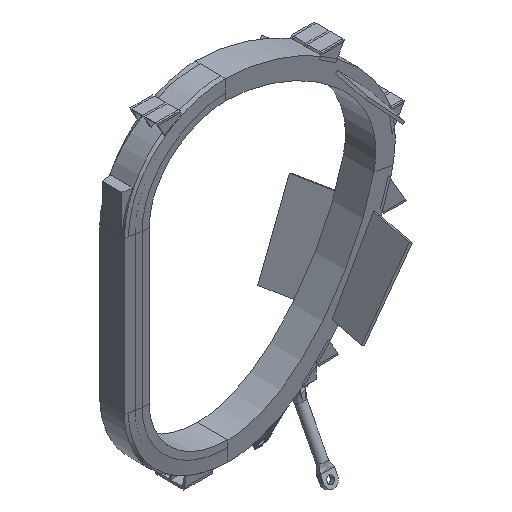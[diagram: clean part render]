
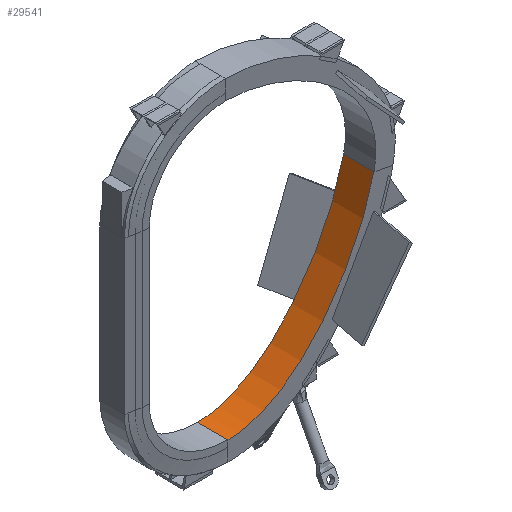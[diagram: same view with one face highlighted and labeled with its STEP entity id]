
A CAD part, isometric view. The second image highlights one B-rep face of the part: STEP entity #29541.
In plain terms, the highlighted free-form (B-spline) face has degree [1, 3] with [2, 4] control points.
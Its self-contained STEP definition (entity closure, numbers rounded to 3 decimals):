
#12282 = VERTEX_POINT('',#12283);
#12283 = CARTESIAN_POINT('',(16443.772,-810.991,
    23.591));
#12299 = B_SPLINE_SURFACE_WITH_KNOTS('',1,3,(
    (#12300,#12301,#12302,#12303)
    ,(#12304,#12305,#12306,#12307
    )),.UNSPECIFIED.,.F.,.F.,.F.,(2,2),(4,4),(1.,2.),(0.,1.),
  .PIECEWISE_BEZIER_KNOTS.);
#12300 = CARTESIAN_POINT('',(8537.531,810.991,
    7246.586));
#12301 = CARTESIAN_POINT('',(12020.907,810.991,
    7246.586));
#12302 = CARTESIAN_POINT('',(17354.199,810.991,
    4122.632));
#12303 = CARTESIAN_POINT('',(16443.772,810.991,
    23.591));
#12304 = CARTESIAN_POINT('',(8537.531,-810.991,
    7246.586));
#12305 = CARTESIAN_POINT('',(12020.907,-810.991,
    7246.586));
#12306 = CARTESIAN_POINT('',(17354.199,-810.991,
    4122.632));
#12307 = CARTESIAN_POINT('',(16443.772,-810.991,
    23.591));
#12516 = PLANE('',#12517);
#12517 = AXIS2_PLACEMENT_3D('',#12518,#12519,#12520);
#12518 = CARTESIAN_POINT('',(13638.711,-810.991,
    -5467.55));
#12519 = DIRECTION('',(0.,1.,0.));
#12520 = DIRECTION('',(0.752,0.,
    -0.659));
#13072 = PLANE('',#13073);
#13073 = AXIS2_PLACEMENT_3D('',#13074,#13075,#13076);
#13074 = CARTESIAN_POINT('',(13638.711,810.991,
    -5467.55));
#13075 = DIRECTION('',(0.,-1.,0.));
#13076 = DIRECTION('',(-0.752,0.,
    0.659));
#18292 = VERTEX_POINT('',#18293);
#18293 = CARTESIAN_POINT('',(16443.772,810.991,
    23.591));
#23957 = EDGE_CURVE('',#18292,#12282,#23958,.T.);
#23958 = SURFACE_CURVE('',#23959,(#23962,#23968),.PCURVE_S1.);
#23959 = B_SPLINE_CURVE_WITH_KNOTS('',1,(#23960,#23961),.UNSPECIFIED.,
  .F.,.F.,(2,2),(1.,2.),.PIECEWISE_BEZIER_KNOTS.);
#23960 = CARTESIAN_POINT('',(16443.772,810.991,
    23.591));
#23961 = CARTESIAN_POINT('',(16443.772,-810.991,
    23.591));
#23962 = PCURVE('',#12299,#23963);
#23963 = DEFINITIONAL_REPRESENTATION('',(#23964),#23967);
#23964 = B_SPLINE_CURVE_WITH_KNOTS('',1,(#23965,#23966),.UNSPECIFIED.,
  .F.,.F.,(2,2),(1.,2.),.PIECEWISE_BEZIER_KNOTS.);
#23965 = CARTESIAN_POINT('',(1.,1.));
#23966 = CARTESIAN_POINT('',(2.,1.));
#23967 = ( GEOMETRIC_REPRESENTATION_CONTEXT(2) 
PARAMETRIC_REPRESENTATION_CONTEXT() REPRESENTATION_CONTEXT('2D SPACE',''
  ) );
#23968 = PCURVE('',#23969,#23978);
#23969 = B_SPLINE_SURFACE_WITH_KNOTS('',1,3,(
    (#23970,#23971,#23972,#23973)
    ,(#23974,#23975,#23976,#23977
    )),.UNSPECIFIED.,.F.,.F.,.F.,(2,2),(4,4),(1.,2.),(0.,1.),
  .PIECEWISE_BEZIER_KNOTS.);
#23970 = CARTESIAN_POINT('',(16443.772,810.991,
    23.591));
#23971 = CARTESIAN_POINT('',(15632.066,810.991,
    -3630.976));
#23972 = CARTESIAN_POINT('',(12408.261,810.991,
    -8468.888));
#23973 = CARTESIAN_POINT('',(8661.641,810.991,
    -8468.888));
#23974 = CARTESIAN_POINT('',(16443.772,-810.991,
    23.591));
#23975 = CARTESIAN_POINT('',(15632.066,-810.991,
    -3630.976));
#23976 = CARTESIAN_POINT('',(12408.261,-810.991,
    -8468.888));
#23977 = CARTESIAN_POINT('',(8661.641,-810.991,
    -8468.888));
#23978 = DEFINITIONAL_REPRESENTATION('',(#23979),#23982);
#23979 = B_SPLINE_CURVE_WITH_KNOTS('',1,(#23980,#23981),.UNSPECIFIED.,
  .F.,.F.,(2,2),(1.,2.),.PIECEWISE_BEZIER_KNOTS.);
#23980 = CARTESIAN_POINT('',(1.,0.));
#23981 = CARTESIAN_POINT('',(2.,0.));
#23982 = ( GEOMETRIC_REPRESENTATION_CONTEXT(2) 
PARAMETRIC_REPRESENTATION_CONTEXT() REPRESENTATION_CONTEXT('2D SPACE',''
  ) );
#23987 = EDGE_CURVE('',#12282,#23988,#23990,.T.);
#23988 = VERTEX_POINT('',#23989);
#23989 = CARTESIAN_POINT('',(8661.641,-810.991,
    -8468.888));
#23990 = SURFACE_CURVE('',#23991,(#23996,#24004),.PCURVE_S1.);
#23991 = B_SPLINE_CURVE_WITH_KNOTS('',3,(#23992,#23993,#23994,#23995),
  .UNSPECIFIED.,.F.,.F.,(4,4),(0.,1.),.PIECEWISE_BEZIER_KNOTS.);
#23992 = CARTESIAN_POINT('',(16443.772,-810.991,
    23.591));
#23993 = CARTESIAN_POINT('',(15632.066,-810.991,
    -3630.976));
#23994 = CARTESIAN_POINT('',(12408.261,-810.991,
    -8468.888));
#23995 = CARTESIAN_POINT('',(8661.641,-810.991,
    -8468.888));
#23996 = PCURVE('',#12516,#23997);
#23997 = DEFINITIONAL_REPRESENTATION('',(#23998),#24003);
#23998 = B_SPLINE_CURVE_WITH_KNOTS('',3,(#23999,#24000,#24001,#24002),
  .UNSPECIFIED.,.F.,.F.,(4,4),(0.,1.),.PIECEWISE_BEZIER_KNOTS.);
#23999 = CARTESIAN_POINT('',(-1507.37,-5979.033));
#24000 = CARTESIAN_POINT('',(289.655,-2694.916));
#24001 = CARTESIAN_POINT('',(1051.645,3068.562));
#24002 = CARTESIAN_POINT('',(-1766.962,5536.885));
#24003 = ( GEOMETRIC_REPRESENTATION_CONTEXT(2) 
PARAMETRIC_REPRESENTATION_CONTEXT() REPRESENTATION_CONTEXT('2D SPACE',''
  ) );
#24004 = PCURVE('',#23969,#24005);
#24005 = DEFINITIONAL_REPRESENTATION('',(#24006),#24009);
#24006 = B_SPLINE_CURVE_WITH_KNOTS('',1,(#24007,#24008),.UNSPECIFIED.,
  .F.,.F.,(2,2),(0.,1.),.PIECEWISE_BEZIER_KNOTS.);
#24007 = CARTESIAN_POINT('',(2.,0.));
#24008 = CARTESIAN_POINT('',(2.,1.));
#24009 = ( GEOMETRIC_REPRESENTATION_CONTEXT(2) 
PARAMETRIC_REPRESENTATION_CONTEXT() REPRESENTATION_CONTEXT('2D SPACE',''
  ) );
#25945 = EDGE_CURVE('',#18292,#25946,#25948,.T.);
#25946 = VERTEX_POINT('',#25947);
#25947 = CARTESIAN_POINT('',(8661.641,810.991,
    -8468.888));
#25948 = SURFACE_CURVE('',#25949,(#25961,#25976),.PCURVE_S1.);
#25949 = B_SPLINE_CURVE_WITH_KNOTS('',10,(#25950,#25951,#25952,#25953,
    #25954,#25955,#25956,#25957,#25958,#25959,#25960),.UNSPECIFIED.,.F.,
  .F.,(11,11),(0.,1.),.PIECEWISE_BEZIER_KNOTS.);
#25950 = CARTESIAN_POINT('',(16443.772,810.991,
    23.591));
#25951 = CARTESIAN_POINT('',(16200.261,810.991,
    -1072.779));
#25952 = CARTESIAN_POINT('',(15795.942,810.991,
    -2248.039));
#25953 = CARTESIAN_POINT('',(15246.561,810.991,
    -3452.011));
#25954 = CARTESIAN_POINT('',(14567.862,810.991,
    -4634.519));
#25955 = CARTESIAN_POINT('',(13775.588,810.991,
    -5745.385));
#25956 = CARTESIAN_POINT('',(12885.483,810.991,
    -6734.432));
#25957 = CARTESIAN_POINT('',(11913.292,810.991,
    -7551.483));
#25958 = CARTESIAN_POINT('',(10874.759,810.991,
    -8146.36));
#25959 = CARTESIAN_POINT('',(9785.627,810.991,
    -8468.888));
#25960 = CARTESIAN_POINT('',(8661.641,810.991,
    -8468.888));
#25961 = PCURVE('',#13072,#25962);
#25962 = DEFINITIONAL_REPRESENTATION('',(#25963),#25975);
#25963 = B_SPLINE_CURVE_WITH_KNOTS('',10,(#25964,#25965,#25966,#25967,
    #25968,#25969,#25970,#25971,#25972,#25973,#25974),.UNSPECIFIED.,.F.,
  .F.,(11,11),(0.,1.),.PIECEWISE_BEZIER_KNOTS.);
#25964 = CARTESIAN_POINT('',(1507.37,-5979.033));
#25965 = CARTESIAN_POINT('',(968.262,-4993.798));
#25966 = CARTESIAN_POINT('',(498.157,-3843.272));
#25967 = CARTESIAN_POINT('',(118.267,-2575.577));
#25968 = CARTESIAN_POINT('',(-150.194,-1238.832));
#25969 = CARTESIAN_POINT('',(-286.014,118.84));
#25970 = CARTESIAN_POINT('',(-267.98,1449.319));
#25971 = CARTESIAN_POINT('',(-74.878,2704.484));
#25972 = CARTESIAN_POINT('',(314.504,3836.214));
#25973 = CARTESIAN_POINT('',(921.38,4796.388));
#25974 = CARTESIAN_POINT('',(1766.962,5536.885));
#25975 = ( GEOMETRIC_REPRESENTATION_CONTEXT(2) 
PARAMETRIC_REPRESENTATION_CONTEXT() REPRESENTATION_CONTEXT('2D SPACE',''
  ) );
#25976 = PCURVE('',#23969,#25977);
#25977 = DEFINITIONAL_REPRESENTATION('',(#25978),#25981);
#25978 = B_SPLINE_CURVE_WITH_KNOTS('',1,(#25979,#25980),.UNSPECIFIED.,
  .F.,.F.,(2,2),(0.,1.),.PIECEWISE_BEZIER_KNOTS.);
#25979 = CARTESIAN_POINT('',(1.,0.));
#25980 = CARTESIAN_POINT('',(1.,1.));
#25981 = ( GEOMETRIC_REPRESENTATION_CONTEXT(2) 
PARAMETRIC_REPRESENTATION_CONTEXT() REPRESENTATION_CONTEXT('2D SPACE',''
  ) );
#28307 = B_SPLINE_SURFACE_WITH_KNOTS('',1,3,(
    (#28308,#28309,#28310,#28311)
    ,(#28312,#28313,#28314,#28315
    )),.UNSPECIFIED.,.F.,.F.,.F.,(2,2),(4,4),(2.,3.),(0.,1.),
  .PIECEWISE_BEZIER_KNOTS.);
#28308 = CARTESIAN_POINT('',(8661.641,-810.991,
    -8468.888));
#28309 = CARTESIAN_POINT('',(6227.934,-810.991,
    -8468.888));
#28310 = CARTESIAN_POINT('',(4464.134,-810.991,
    -6646.98));
#28311 = CARTESIAN_POINT('',(4464.134,-810.991,
    -4695.595));
#28312 = CARTESIAN_POINT('',(8661.641,810.991,
    -8468.888));
#28313 = CARTESIAN_POINT('',(6227.934,810.991,
    -8468.888));
#28314 = CARTESIAN_POINT('',(4464.134,810.991,
    -6646.98));
#28315 = CARTESIAN_POINT('',(4464.134,810.991,
    -4695.595));
#29541 = ADVANCED_FACE('',(#29542),#23969,.F.);
#29542 = FACE_BOUND('',#29543,.F.);
#29543 = EDGE_LOOP('',(#29544,#29545,#29546,#29547));
#29544 = ORIENTED_EDGE('',*,*,#25945,.F.);
#29545 = ORIENTED_EDGE('',*,*,#23957,.T.);
#29546 = ORIENTED_EDGE('',*,*,#23987,.T.);
#29547 = ORIENTED_EDGE('',*,*,#29548,.T.);
#29548 = EDGE_CURVE('',#23988,#25946,#29549,.T.);
#29549 = SURFACE_CURVE('',#29550,(#29553,#29559),.PCURVE_S1.);
#29550 = B_SPLINE_CURVE_WITH_KNOTS('',1,(#29551,#29552),.UNSPECIFIED.,
  .F.,.F.,(2,2),(2.,3.),.PIECEWISE_BEZIER_KNOTS.);
#29551 = CARTESIAN_POINT('',(8661.641,-810.991,
    -8468.888));
#29552 = CARTESIAN_POINT('',(8661.641,810.991,
    -8468.888));
#29553 = PCURVE('',#23969,#29554);
#29554 = DEFINITIONAL_REPRESENTATION('',(#29555),#29558);
#29555 = B_SPLINE_CURVE_WITH_KNOTS('',1,(#29556,#29557),.UNSPECIFIED.,
  .F.,.F.,(2,2),(2.,3.),.PIECEWISE_BEZIER_KNOTS.);
#29556 = CARTESIAN_POINT('',(2.,1.));
#29557 = CARTESIAN_POINT('',(1.,1.));
#29558 = ( GEOMETRIC_REPRESENTATION_CONTEXT(2) 
PARAMETRIC_REPRESENTATION_CONTEXT() REPRESENTATION_CONTEXT('2D SPACE',''
  ) );
#29559 = PCURVE('',#28307,#29560);
#29560 = DEFINITIONAL_REPRESENTATION('',(#29561),#29564);
#29561 = B_SPLINE_CURVE_WITH_KNOTS('',1,(#29562,#29563),.UNSPECIFIED.,
  .F.,.F.,(2,2),(2.,3.),.PIECEWISE_BEZIER_KNOTS.);
#29562 = CARTESIAN_POINT('',(2.,0.));
#29563 = CARTESIAN_POINT('',(3.,0.));
#29564 = ( GEOMETRIC_REPRESENTATION_CONTEXT(2) 
PARAMETRIC_REPRESENTATION_CONTEXT() REPRESENTATION_CONTEXT('2D SPACE',''
  ) );
